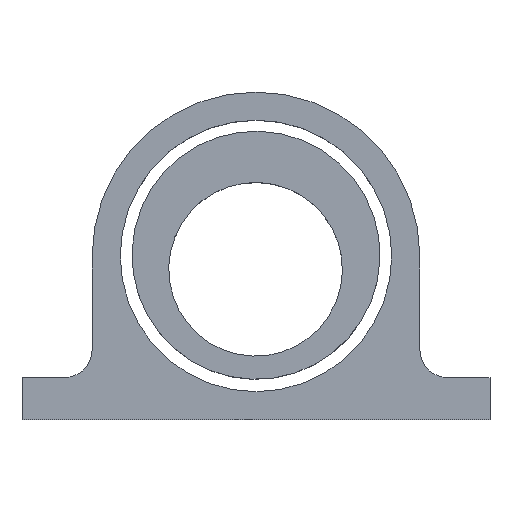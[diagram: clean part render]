
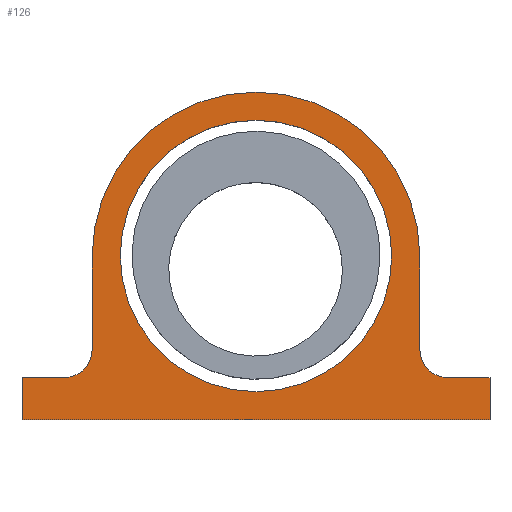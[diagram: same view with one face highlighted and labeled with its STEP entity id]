
A CAD part, top view. The second image highlights one B-rep face of the part: STEP entity #126.
In plain terms, the highlighted face is planar.
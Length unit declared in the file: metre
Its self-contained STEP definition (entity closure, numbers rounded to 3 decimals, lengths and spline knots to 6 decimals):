
#126 = ADVANCED_FACE( '', ( #159, #160 ), #161, .T. );
#159 = FACE_OUTER_BOUND( '', #201, .T. );
#160 = FACE_BOUND( '', #202, .T. );
#161 = PLANE( '', #203 );
#201 = EDGE_LOOP( '', ( #305, #306, #307, #308, #309, #310, #311, #312, #313, #314 ) );
#202 = EDGE_LOOP( '', ( #315 ) );
#203 = AXIS2_PLACEMENT_3D( '', #316, #317, #318 );
#305 = ORIENTED_EDGE( '', *, *, #356, .F. );
#306 = ORIENTED_EDGE( '', *, *, #339, .T. );
#307 = ORIENTED_EDGE( '', *, *, #358, .F. );
#308 = ORIENTED_EDGE( '', *, *, #361, .T. );
#309 = ORIENTED_EDGE( '', *, *, #362, .T. );
#310 = ORIENTED_EDGE( '', *, *, #343, .T. );
#311 = ORIENTED_EDGE( '', *, *, #363, .T. );
#312 = ORIENTED_EDGE( '', *, *, #366, .F. );
#313 = ORIENTED_EDGE( '', *, *, #368, .F. );
#314 = ORIENTED_EDGE( '', *, *, #369, .T. );
#315 = ORIENTED_EDGE( '', *, *, #370, .F. );
#316 = CARTESIAN_POINT( '', ( 0., -0.019, 0. ) );
#317 = DIRECTION( '', ( 0., -1., 0. ) );
#318 = DIRECTION( '', ( 1., 0., 0. ) );
#339 = EDGE_CURVE( '', #375, #376, #377, .F. );
#343 = EDGE_CURVE( '', #383, #384, #385, .F. );
#356 = EDGE_CURVE( '', #375, #407, #408, .T. );
#358 = EDGE_CURVE( '', #410, #376, #411, .T. );
#361 = EDGE_CURVE( '', #410, #413, #415, .T. );
#362 = EDGE_CURVE( '', #413, #383, #416, .T. );
#363 = EDGE_CURVE( '', #384, #417, #418, .T. );
#366 = EDGE_CURVE( '', #420, #417, #422, .T. );
#368 = EDGE_CURVE( '', #423, #420, #425, .T. );
#369 = EDGE_CURVE( '', #423, #407, #426, .T. );
#370 = EDGE_CURVE( '', #427, #427, #428, .T. );
#375 = VERTEX_POINT( '', #437 );
#376 = VERTEX_POINT( '', #438 );
#377 = CIRCLE( '', #439, 0.006 );
#383 = VERTEX_POINT( '', #447 );
#384 = VERTEX_POINT( '', #448 );
#385 = CIRCLE( '', #449, 0.006 );
#407 = VERTEX_POINT( '', #480 );
#408 = LINE( '', #481, #482 );
#410 = VERTEX_POINT( '', #485 );
#411 = LINE( '', #486, #487 );
#413 = VERTEX_POINT( '', #490 );
#415 = CIRCLE( '', #493, 0.035 );
#416 = LINE( '', #494, #495 );
#417 = VERTEX_POINT( '', #496 );
#418 = LINE( '', #497, #498 );
#420 = VERTEX_POINT( '', #501 );
#422 = LINE( '', #504, #505 );
#423 = VERTEX_POINT( '', #506 );
#425 = LINE( '', #509, #510 );
#426 = LINE( '', #511, #512 );
#427 = VERTEX_POINT( '', #513 );
#428 = CIRCLE( '', #514, 0.029 );
#437 = CARTESIAN_POINT( '', ( 0.041, -0.019, -0.026 ) );
#438 = CARTESIAN_POINT( '', ( 0.035, -0.019, -0.02 ) );
#439 = AXIS2_PLACEMENT_3D( '', #523, #524, #525 );
#447 = CARTESIAN_POINT( '', ( -0.035, -0.019, -0.02 ) );
#448 = CARTESIAN_POINT( '', ( -0.041, -0.019, -0.026 ) );
#449 = AXIS2_PLACEMENT_3D( '', #531, #532, #533 );
#480 = CARTESIAN_POINT( '', ( 0.05, -0.019, -0.026 ) );
#481 = CARTESIAN_POINT( '', ( 0.0425, -0.019, -0.026 ) );
#482 = VECTOR( '', #552, 1. );
#485 = CARTESIAN_POINT( '', ( 0.035, -0.019, 0. ) );
#486 = CARTESIAN_POINT( '', ( 0.035, -0.019, -0.013 ) );
#487 = VECTOR( '', #554, 1. );
#490 = CARTESIAN_POINT( '', ( -0.035, -0.019, 0. ) );
#493 = AXIS2_PLACEMENT_3D( '', #557, #558, #559 );
#494 = CARTESIAN_POINT( '', ( -0.035, -0.019, -0.013 ) );
#495 = VECTOR( '', #560, 1. );
#496 = CARTESIAN_POINT( '', ( -0.05, -0.019, -0.026 ) );
#497 = CARTESIAN_POINT( '', ( -0.0425, -0.019, -0.026 ) );
#498 = VECTOR( '', #561, 1. );
#501 = CARTESIAN_POINT( '', ( -0.05, -0.019, -0.035 ) );
#504 = CARTESIAN_POINT( '', ( -0.05, -0.019, -0.0305 ) );
#505 = VECTOR( '', #564, 1. );
#506 = CARTESIAN_POINT( '', ( 0.05, -0.019, -0.035 ) );
#509 = CARTESIAN_POINT( '', ( -0.025, -0.019, -0.035 ) );
#510 = VECTOR( '', #566, 1. );
#511 = CARTESIAN_POINT( '', ( 0.05, -0.019, -0.0305 ) );
#512 = VECTOR( '', #567, 1. );
#513 = CARTESIAN_POINT( '', ( 0., -0.019, -0.029 ) );
#514 = AXIS2_PLACEMENT_3D( '', #568, #569, #570 );
#523 = CARTESIAN_POINT( '', ( 0.041, -0.019, -0.02 ) );
#524 = DIRECTION( '', ( 0., -1., 0. ) );
#525 = DIRECTION( '', ( 0., 0., -1. ) );
#531 = CARTESIAN_POINT( '', ( -0.041, -0.019, -0.02 ) );
#532 = DIRECTION( '', ( 0., -1., 0. ) );
#533 = DIRECTION( '', ( 0., 0., -1. ) );
#552 = DIRECTION( '', ( 1., 0., 0. ) );
#554 = DIRECTION( '', ( 0., 0., -1. ) );
#557 = CARTESIAN_POINT( '', ( 0., -0.019, 0. ) );
#558 = DIRECTION( '', ( 0., -1., 0. ) );
#559 = DIRECTION( '', ( 0., 0., -1. ) );
#560 = DIRECTION( '', ( 0., 0., -1. ) );
#561 = DIRECTION( '', ( -1., 0., 0. ) );
#564 = DIRECTION( '', ( 0., 0., 1. ) );
#566 = DIRECTION( '', ( -1., 0., 0. ) );
#567 = DIRECTION( '', ( 0., 0., 1. ) );
#568 = CARTESIAN_POINT( '', ( 0., -0.019, 0. ) );
#569 = DIRECTION( '', ( 0., -1., 0. ) );
#570 = DIRECTION( '', ( 0., 0., -1. ) );
